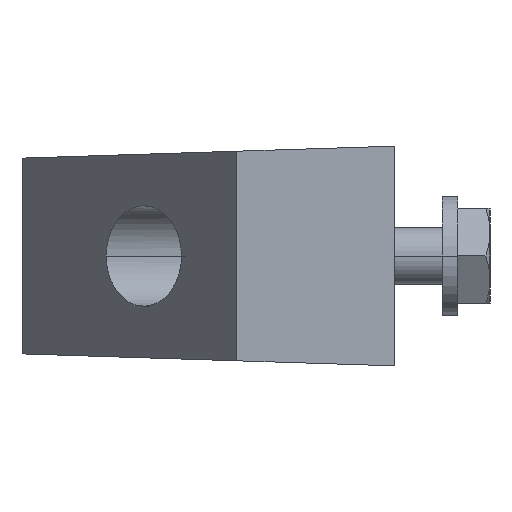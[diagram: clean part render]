
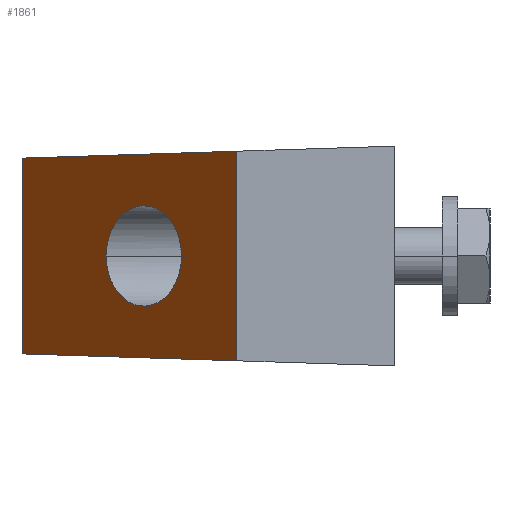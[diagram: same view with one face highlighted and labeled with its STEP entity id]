
A CAD part, left-side view. The second image highlights one B-rep face of the part: STEP entity #1861.
In plain terms, the highlighted planar face has unit normal (-0.6, 0.8, 0).
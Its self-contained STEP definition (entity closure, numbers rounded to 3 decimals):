
#256=PLANE('',#1989);
#314=VECTOR('',#2170,1.);
#330=VECTOR('',#2207,1.);
#331=VECTOR('',#2209,1.);
#332=VECTOR('',#2210,1.);
#457=LINE('',#2641,#314);
#473=LINE('',#2690,#330);
#474=LINE('',#2692,#331);
#475=LINE('',#2694,#332);
#602=VERTEX_POINT('',#2640);
#603=VERTEX_POINT('',#2642);
#623=VERTEX_POINT('',#2689);
#624=VERTEX_POINT('',#2693);
#625=VERTEX_POINT('',#2696);
#626=VERTEX_POINT('',#2697);
#774=ELLIPSE('',#1990,6.563,5.25);
#775=ELLIPSE('',#1991,6.563,5.25);
#792=EDGE_CURVE('',#602,#603,#457,.F.);
#817=EDGE_CURVE('',#623,#602,#473,.T.);
#818=EDGE_CURVE('',#623,#624,#474,.F.);
#819=EDGE_CURVE('',#624,#603,#475,.T.);
#820=EDGE_CURVE('',#625,#626,#774,.F.);
#821=EDGE_CURVE('',#626,#625,#775,.F.);
#1091=ORIENTED_EDGE('',*,*,#792,.F.);
#1092=ORIENTED_EDGE('',*,*,#817,.F.);
#1093=ORIENTED_EDGE('',*,*,#818,.T.);
#1094=ORIENTED_EDGE('',*,*,#819,.T.);
#1095=ORIENTED_EDGE('',*,*,#820,.F.);
#1096=ORIENTED_EDGE('',*,*,#821,.F.);
#1592=EDGE_LOOP('',(#1091,#1092,#1093,#1094));
#1593=EDGE_LOOP('',(#1095,#1096));
#1727=FACE_BOUND('',#1592,.T.);
#1728=FACE_BOUND('',#1593,.T.);
#1861=ADVANCED_FACE('',(#1727,#1728),#256,.T.);
#1989=AXIS2_PLACEMENT_3D('',#2691,#2208,$);
#1990=AXIS2_PLACEMENT_3D('',#2695,#2211,#2212);
#1991=AXIS2_PLACEMENT_3D('',#2698,#2213,#2214);
#2170=DIRECTION('',(-0.8,-0.6,-0.019));
#2207=DIRECTION('',(0.,0.,-1.));
#2208=DIRECTION('',(-0.6,0.8,0.));
#2209=DIRECTION('',(-0.8,-0.6,0.019));
#2210=DIRECTION('',(0.,0.,-1.));
#2211=DIRECTION('',(0.6,-0.8,0.));
#2212=DIRECTION('',(-5.25,-3.938,0.));
#2213=DIRECTION('',(0.6,-0.8,0.));
#2214=DIRECTION('',(-5.25,-3.938,0.));
#2640=CARTESIAN_POINT('',(-13.,16.5,-10.971));
#2641=CARTESIAN_POINT('',(18.653,40.24,-10.21));
#2642=CARTESIAN_POINT('',(17.,39.,-10.25));
#2689=CARTESIAN_POINT('',(-13.,16.5,10.971));
#2690=CARTESIAN_POINT('',(-13.,16.5,0.));
#2691=CARTESIAN_POINT('',(2.,27.75,0.));
#2692=CARTESIAN_POINT('',(18.653,40.24,10.21));
#2693=CARTESIAN_POINT('',(17.,39.,10.25));
#2694=CARTESIAN_POINT('',(17.,39.,0.));
#2695=CARTESIAN_POINT('',(0.,26.25,0.));
#2696=CARTESIAN_POINT('',(5.25,30.188,0.));
#2697=CARTESIAN_POINT('',(-5.25,22.313,0.));
#2698=CARTESIAN_POINT('',(0.,26.25,0.));
